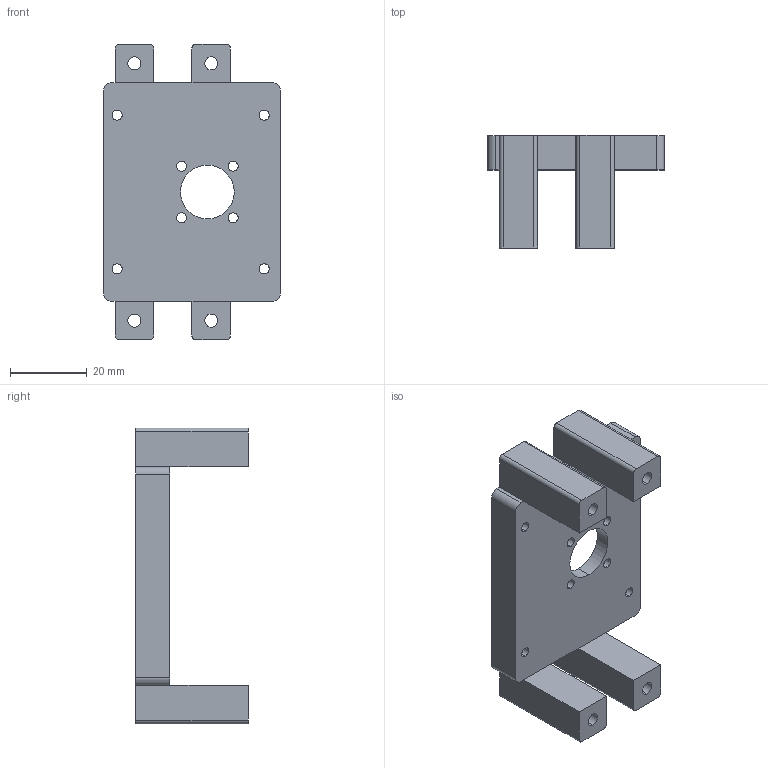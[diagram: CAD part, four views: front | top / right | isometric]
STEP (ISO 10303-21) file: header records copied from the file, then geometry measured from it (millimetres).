
FILE_DESCRIPTION (( 'STEP AP203' ), '1' );
FILE_NAME ('Bridge For Small Motor.STEP', '2021-12-17T12:28:44', ( '' ), ( '' ), 'SwSTEP 2.0', 'SolidWorks 2019', '' );
FILE_SCHEMA (( 'CONFIG_CONTROL_DESIGN' ));
Length unit declared in the file: millimetre
Products named in the file (1): Bridge For Small Motor
Bounding box: 46 x 29.3 x 77 mm (x, y, z)
Volume: 23983.3 mm3; surface area: 14265.2 mm2
Topology: 1 solids, 1 shells, 129 faces, 358 edges, 236 vertices
Faces by surface type: cylinder 66, plane 63
Entity records: 4289 total; most frequent: DIRECTION 750, CARTESIAN_POINT 724, ORIENTED_EDGE 716, EDGE_CURVE 358, AXIS2_PLACEMENT_3D 262, VERTEX_POINT 236, LINE 226, VECTOR 226
